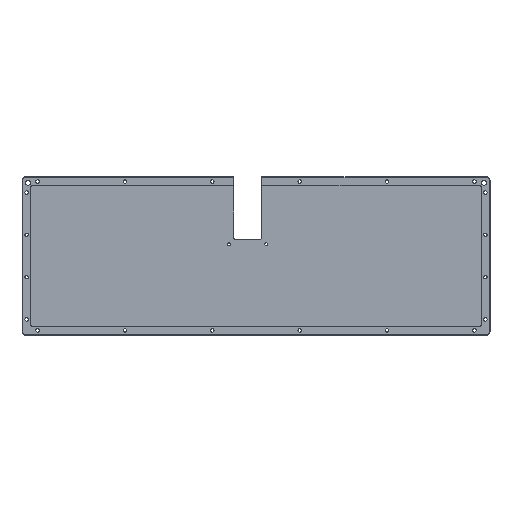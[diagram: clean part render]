
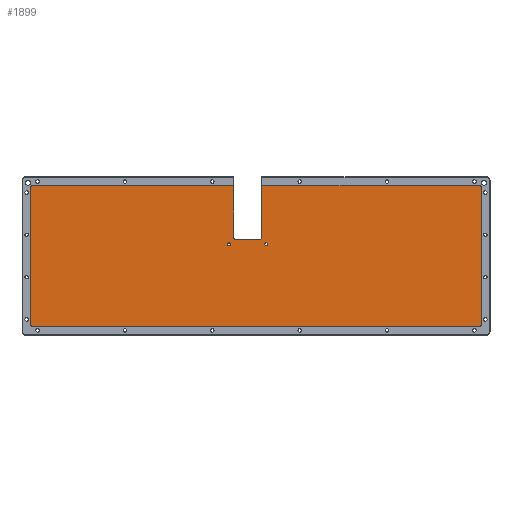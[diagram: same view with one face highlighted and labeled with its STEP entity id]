
A CAD part, top view. The second image highlights one B-rep face of the part: STEP entity #1899.
In plain terms, the highlighted planar face has unit normal (0, 0, 1).
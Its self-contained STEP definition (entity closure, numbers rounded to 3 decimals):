
#37=FACE_BOUND('',#464,.T.);
#38=FACE_BOUND('',#465,.T.);
#192=CIRCLE('',#2071,2.);
#194=CIRCLE('',#2075,2.);
#195=CIRCLE('',#2077,1.5);
#196=CIRCLE('',#2080,1.5);
#197=CIRCLE('',#2082,1.5);
#198=CIRCLE('',#2083,1.5);
#199=CIRCLE('',#2084,1.265);
#200=CIRCLE('',#2085,1.265);
#321=FACE_OUTER_BOUND('',#463,.T.);
#463=EDGE_LOOP('',(#1481,#1482,#1483,#1484,#1485,#1486,#1487,#1488,#1489,
#1490,#1491,#1492,#1493,#1494));
#464=EDGE_LOOP('',(#1495));
#465=EDGE_LOOP('',(#1496));
#636=LINE('',#2977,#768);
#656=LINE('',#3025,#788);
#667=LINE('',#3102,#799);
#670=LINE('',#3114,#802);
#674=LINE('',#3123,#806);
#675=LINE('',#3125,#807);
#676=LINE('',#3128,#808);
#677=LINE('',#3130,#809);
#768=VECTOR('',#2346,10.);
#788=VECTOR('',#2394,10.);
#799=VECTOR('',#2467,10.);
#802=VECTOR('',#2482,10.);
#806=VECTOR('',#2492,10.);
#807=VECTOR('',#2493,10.);
#808=VECTOR('',#2496,10.);
#809=VECTOR('',#2497,10.);
#894=VERTEX_POINT('',#2974);
#895=VERTEX_POINT('',#2976);
#908=VERTEX_POINT('',#3022);
#909=VERTEX_POINT('',#3024);
#942=VERTEX_POINT('',#3094);
#944=VERTEX_POINT('',#3100);
#945=VERTEX_POINT('',#3107);
#946=VERTEX_POINT('',#3108);
#947=VERTEX_POINT('',#3113);
#948=VERTEX_POINT('',#3117);
#949=VERTEX_POINT('',#3118);
#950=VERTEX_POINT('',#3124);
#951=VERTEX_POINT('',#3126);
#952=VERTEX_POINT('',#3129);
#953=VERTEX_POINT('',#3132);
#954=VERTEX_POINT('',#3134);
#1080=EDGE_CURVE('',#895,#894,#636,.T.);
#1104=EDGE_CURVE('',#909,#908,#656,.T.);
#1140=EDGE_CURVE('',#942,#894,#192,.T.);
#1143=EDGE_CURVE('',#942,#944,#667,.T.);
#1145=EDGE_CURVE('',#909,#944,#194,.T.);
#1146=EDGE_CURVE('',#945,#946,#195,.T.);
#1149=EDGE_CURVE('',#947,#945,#670,.T.);
#1151=EDGE_CURVE('',#948,#949,#196,.T.);
#1154=EDGE_CURVE('',#946,#948,#674,.T.);
#1155=EDGE_CURVE('',#949,#950,#675,.T.);
#1156=EDGE_CURVE('',#950,#951,#197,.T.);
#1157=EDGE_CURVE('',#951,#895,#676,.T.);
#1158=EDGE_CURVE('',#908,#952,#677,.T.);
#1159=EDGE_CURVE('',#952,#947,#198,.T.);
#1160=EDGE_CURVE('',#953,#953,#199,.T.);
#1161=EDGE_CURVE('',#954,#954,#200,.T.);
#1481=ORIENTED_EDGE('',*,*,#1146,.T.);
#1482=ORIENTED_EDGE('',*,*,#1154,.T.);
#1483=ORIENTED_EDGE('',*,*,#1151,.T.);
#1484=ORIENTED_EDGE('',*,*,#1155,.T.);
#1485=ORIENTED_EDGE('',*,*,#1156,.T.);
#1486=ORIENTED_EDGE('',*,*,#1157,.T.);
#1487=ORIENTED_EDGE('',*,*,#1080,.T.);
#1488=ORIENTED_EDGE('',*,*,#1140,.F.);
#1489=ORIENTED_EDGE('',*,*,#1143,.T.);
#1490=ORIENTED_EDGE('',*,*,#1145,.F.);
#1491=ORIENTED_EDGE('',*,*,#1104,.T.);
#1492=ORIENTED_EDGE('',*,*,#1158,.T.);
#1493=ORIENTED_EDGE('',*,*,#1159,.T.);
#1494=ORIENTED_EDGE('',*,*,#1149,.T.);
#1495=ORIENTED_EDGE('',*,*,#1160,.T.);
#1496=ORIENTED_EDGE('',*,*,#1161,.T.);
#1831=PLANE('',#2081);
#1899=ADVANCED_FACE('',(#321,#37,#38),#1831,.T.);
#2071=AXIS2_PLACEMENT_3D('',#3096,#2461,#2462);
#2075=AXIS2_PLACEMENT_3D('',#3105,#2472,#2473);
#2077=AXIS2_PLACEMENT_3D('',#3109,#2476,#2477);
#2080=AXIS2_PLACEMENT_3D('',#3119,#2486,#2487);
#2081=AXIS2_PLACEMENT_3D('',#3122,#2490,#2491);
#2082=AXIS2_PLACEMENT_3D('',#3127,#2494,#2495);
#2083=AXIS2_PLACEMENT_3D('',#3131,#2498,#2499);
#2084=AXIS2_PLACEMENT_3D('',#3133,#2500,#2501);
#2085=AXIS2_PLACEMENT_3D('',#3135,#2502,#2503);
#2346=DIRECTION('',(0.,-1.,0.));
#2394=DIRECTION('',(0.,1.,0.));
#2461=DIRECTION('center_axis',(0.,0.,1.));
#2462=DIRECTION('ref_axis',(0.707,-0.707,0.));
#2467=DIRECTION('',(-1.,0.,0.));
#2472=DIRECTION('center_axis',(0.,0.,1.));
#2473=DIRECTION('ref_axis',(-0.707,-0.707,0.));
#2476=DIRECTION('center_axis',(0.,0.,1.));
#2477=DIRECTION('ref_axis',(-0.707,-0.707,0.));
#2482=DIRECTION('',(0.,-1.,0.));
#2486=DIRECTION('center_axis',(0.,0.,1.));
#2487=DIRECTION('ref_axis',(0.707,-0.707,0.));
#2490=DIRECTION('center_axis',(0.,0.,1.));
#2491=DIRECTION('ref_axis',(1.,0.,0.));
#2492=DIRECTION('',(1.,0.,0.));
#2493=DIRECTION('',(0.,1.,0.));
#2494=DIRECTION('center_axis',(0.,0.,1.));
#2495=DIRECTION('ref_axis',(0.707,0.707,0.));
#2496=DIRECTION('',(-1.,0.,0.));
#2497=DIRECTION('',(-1.,0.,0.));
#2498=DIRECTION('center_axis',(0.,0.,1.));
#2499=DIRECTION('ref_axis',(-0.707,0.707,0.));
#2500=DIRECTION('center_axis',(0.,0.,-1.));
#2501=DIRECTION('ref_axis',(-1.,0.,0.));
#2502=DIRECTION('center_axis',(0.,0.,-1.));
#2503=DIRECTION('ref_axis',(-1.,0.,0.));
#2974=CARTESIAN_POINT('',(4.905,16.069,-9.));
#2976=CARTESIAN_POINT('',(4.905,60.532,-9.));
#2977=CARTESIAN_POINT('',(4.905,7.034,-9.));
#3022=CARTESIAN_POINT('',(-19.195,60.532,-9.));
#3024=CARTESIAN_POINT('',(-19.195,16.069,-9.));
#3025=CARTESIAN_POINT('',(-19.195,37.034,-9.));
#3094=CARTESIAN_POINT('',(2.905,14.069,-9.));
#3096=CARTESIAN_POINT('Origin',(2.905,16.069,-9.));
#3100=CARTESIAN_POINT('',(-17.195,14.069,-9.));
#3102=CARTESIAN_POINT('',(-9.597,14.069,-9.));
#3105=CARTESIAN_POINT('Origin',(-17.195,16.069,-9.));
#3107=CARTESIAN_POINT('',(-193.882,-59.032,-9.));
#3108=CARTESIAN_POINT('',(-192.382,-60.532,-9.));
#3109=CARTESIAN_POINT('Origin',(-192.382,-59.032,-9.));
#3113=CARTESIAN_POINT('',(-193.882,59.032,-9.));
#3114=CARTESIAN_POINT('',(-193.882,60.532,-9.));
#3117=CARTESIAN_POINT('',(192.382,-60.532,-9.));
#3118=CARTESIAN_POINT('',(193.882,-59.032,-9.));
#3119=CARTESIAN_POINT('Origin',(192.382,-59.032,-9.));
#3122=CARTESIAN_POINT('Origin',(0.,0.,-9.));
#3123=CARTESIAN_POINT('',(-193.882,-60.532,-9.));
#3124=CARTESIAN_POINT('',(193.882,59.032,-9.));
#3125=CARTESIAN_POINT('',(193.882,-60.532,-9.));
#3126=CARTESIAN_POINT('',(192.382,60.532,-9.));
#3127=CARTESIAN_POINT('Origin',(192.382,59.032,-9.));
#3128=CARTESIAN_POINT('',(193.882,60.532,-9.));
#3129=CARTESIAN_POINT('',(-192.382,60.532,-9.));
#3130=CARTESIAN_POINT('',(193.882,60.532,-9.));
#3131=CARTESIAN_POINT('Origin',(-192.382,59.032,-9.));
#3132=CARTESIAN_POINT('',(10.17,10.069,-9.));
#3133=CARTESIAN_POINT('Origin',(8.905,10.069,-9.));
#3134=CARTESIAN_POINT('',(-21.93,10.069,-9.));
#3135=CARTESIAN_POINT('Origin',(-23.195,10.069,-9.));
